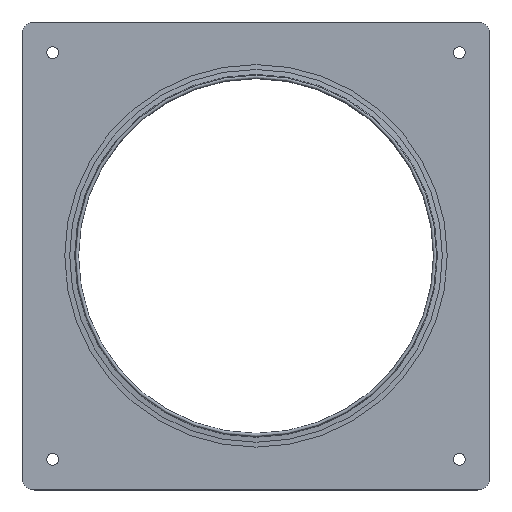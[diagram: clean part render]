
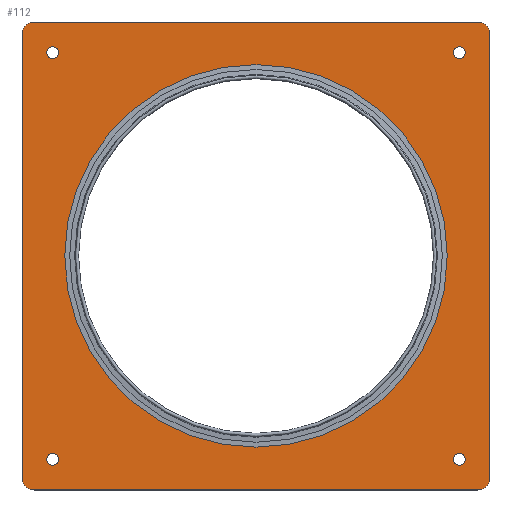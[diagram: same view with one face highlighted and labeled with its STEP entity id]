
A CAD part, top view. The second image highlights one B-rep face of the part: STEP entity #112.
In plain terms, the highlighted planar face has unit normal (0, 0, 1).
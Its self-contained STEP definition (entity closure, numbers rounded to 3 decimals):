
#112=ADVANCED_FACE('',(#244,#245,#246,#247,#248,#249),#250,.F.);
#244=FACE_BOUND('',#460,.T.);
#245=FACE_OUTER_BOUND('',#461,.T.);
#246=FACE_BOUND('',#462,.T.);
#247=FACE_BOUND('',#463,.T.);
#248=FACE_BOUND('',#464,.T.);
#249=FACE_BOUND('',#465,.T.);
#250=PLANE('',#466);
#460=EDGE_LOOP('',(#807));
#461=EDGE_LOOP('',(#808,#809,#810,#811,#812,#813,#814,#815));
#462=EDGE_LOOP('',(#816,#817));
#463=EDGE_LOOP('',(#818,#819));
#464=EDGE_LOOP('',(#820,#821));
#465=EDGE_LOOP('',(#822,#823));
#466=AXIS2_PLACEMENT_3D('',#824,#825,#826);
#807=ORIENTED_EDGE('',*,*,#1132,.F.);
#808=ORIENTED_EDGE('',*,*,#1110,.F.);
#809=ORIENTED_EDGE('',*,*,#1114,.F.);
#810=ORIENTED_EDGE('',*,*,#1117,.F.);
#811=ORIENTED_EDGE('',*,*,#1120,.F.);
#812=ORIENTED_EDGE('',*,*,#1123,.F.);
#813=ORIENTED_EDGE('',*,*,#1126,.F.);
#814=ORIENTED_EDGE('',*,*,#1129,.F.);
#815=ORIENTED_EDGE('',*,*,#1131,.F.);
#816=ORIENTED_EDGE('',*,*,#1133,.T.);
#817=ORIENTED_EDGE('',*,*,#1090,.T.);
#818=ORIENTED_EDGE('',*,*,#1134,.T.);
#819=ORIENTED_EDGE('',*,*,#1094,.T.);
#820=ORIENTED_EDGE('',*,*,#1135,.T.);
#821=ORIENTED_EDGE('',*,*,#1098,.T.);
#822=ORIENTED_EDGE('',*,*,#1136,.T.);
#823=ORIENTED_EDGE('',*,*,#1102,.T.);
#824=CARTESIAN_POINT('',(19.5,-90.0,121.379));
#825=DIRECTION('',(0.,0.0,-1.0));
#826=DIRECTION('',(-1.0,0.0,0.));
#1090=EDGE_CURVE('',#1274,#1275,#1276,.T.);
#1094=EDGE_CURVE('',#1282,#1283,#1284,.T.);
#1098=EDGE_CURVE('',#1290,#1291,#1292,.T.);
#1102=EDGE_CURVE('',#1298,#1299,#1300,.T.);
#1110=EDGE_CURVE('',#1311,#1313,#1314,.T.);
#1114=EDGE_CURVE('',#1318,#1311,#1320,.T.);
#1117=EDGE_CURVE('',#1323,#1318,#1325,.T.);
#1120=EDGE_CURVE('',#1328,#1323,#1330,.T.);
#1123=EDGE_CURVE('',#1333,#1328,#1335,.T.);
#1126=EDGE_CURVE('',#1338,#1333,#1340,.T.);
#1129=EDGE_CURVE('',#1343,#1338,#1345,.T.);
#1131=EDGE_CURVE('',#1313,#1343,#1347,.T.);
#1132=EDGE_CURVE('',#1348,#1348,#1349,.T.);
#1133=EDGE_CURVE('',#1275,#1274,#1350,.T.);
#1134=EDGE_CURVE('',#1283,#1282,#1351,.T.);
#1135=EDGE_CURVE('',#1291,#1290,#1352,.T.);
#1136=EDGE_CURVE('',#1299,#1298,#1353,.T.);
#1274=VERTEX_POINT('',#1478);
#1275=VERTEX_POINT('',#1479);
#1276=CIRCLE('',#1480,2.4);
#1282=VERTEX_POINT('',#1488);
#1283=VERTEX_POINT('',#1489);
#1284=CIRCLE('',#1490,2.4);
#1290=VERTEX_POINT('',#1498);
#1291=VERTEX_POINT('',#1499);
#1292=CIRCLE('',#1500,2.4);
#1298=VERTEX_POINT('',#1508);
#1299=VERTEX_POINT('',#1509);
#1300=CIRCLE('',#1510,2.4);
#1311=VERTEX_POINT('',#1525);
#1313=VERTEX_POINT('',#1528);
#1314=CIRCLE('',#1529,5.0);
#1318=VERTEX_POINT('',#1535);
#1320=LINE('',#1538,#1539);
#1323=VERTEX_POINT('',#1542);
#1325=CIRCLE('',#1545,5.0);
#1328=VERTEX_POINT('',#1549);
#1330=LINE('',#1552,#1553);
#1333=VERTEX_POINT('',#1556);
#1335=CIRCLE('',#1559,5.0);
#1338=VERTEX_POINT('',#1563);
#1340=LINE('',#1566,#1567);
#1343=VERTEX_POINT('',#1570);
#1345=CIRCLE('',#1573,5.0);
#1347=LINE('',#1576,#1577);
#1348=VERTEX_POINT('',#1578);
#1349=CIRCLE('',#1579,75.398);
#1350=CIRCLE('',#1580,2.4);
#1351=CIRCLE('',#1581,2.4);
#1352=CIRCLE('',#1582,2.4);
#1353=CIRCLE('',#1583,2.4);
#1478=CARTESIAN_POINT('',(194.4,-82.5,121.379));
#1479=CARTESIAN_POINT('',(189.6,-82.5,121.379));
#1480=AXIS2_PLACEMENT_3D('',#1746,#1747,#1748);
#1488=CARTESIAN_POINT('',(29.4,-82.5,121.379));
#1489=CARTESIAN_POINT('',(24.6,-82.5,121.379));
#1490=AXIS2_PLACEMENT_3D('',#1754,#1755,#1756);
#1498=CARTESIAN_POINT('',(29.4,82.5,121.379));
#1499=CARTESIAN_POINT('',(24.6,82.5,121.379));
#1500=AXIS2_PLACEMENT_3D('',#1762,#1763,#1764);
#1508=CARTESIAN_POINT('',(194.4,82.5,121.379));
#1509=CARTESIAN_POINT('',(189.6,82.5,121.379));
#1510=AXIS2_PLACEMENT_3D('',#1770,#1771,#1772);
#1525=CARTESIAN_POINT('',(19.5,-95.0,121.379));
#1528=CARTESIAN_POINT('',(14.5,-90.0,121.379));
#1529=AXIS2_PLACEMENT_3D('',#1784,#1785,#1786);
#1535=CARTESIAN_POINT('',(199.5,-95.0,121.379));
#1538=CARTESIAN_POINT('',(199.5,-95.0,121.379));
#1539=VECTOR('',#1790,1000.0);
#1542=CARTESIAN_POINT('',(204.5,-90.0,121.379));
#1545=AXIS2_PLACEMENT_3D('',#1795,#1796,#1797);
#1549=CARTESIAN_POINT('',(204.5,90.0,121.379));
#1552=CARTESIAN_POINT('',(204.5,90.0,121.379));
#1553=VECTOR('',#1800,1000.0);
#1556=CARTESIAN_POINT('',(199.5,95.0,121.379));
#1559=AXIS2_PLACEMENT_3D('',#1805,#1806,#1807);
#1563=CARTESIAN_POINT('',(19.5,95.0,121.379));
#1566=CARTESIAN_POINT('',(199.5,95.0,121.379));
#1567=VECTOR('',#1810,1000.0);
#1570=CARTESIAN_POINT('',(14.5,90.0,121.379));
#1573=AXIS2_PLACEMENT_3D('',#1815,#1816,#1817);
#1576=CARTESIAN_POINT('',(14.5,90.0,121.379));
#1577=VECTOR('',#1819,1000.0);
#1578=CARTESIAN_POINT('',(34.102,0.,121.379));
#1579=AXIS2_PLACEMENT_3D('',#1820,#1821,#1822);
#1580=AXIS2_PLACEMENT_3D('',#1823,#1824,#1825);
#1581=AXIS2_PLACEMENT_3D('',#1826,#1827,#1828);
#1582=AXIS2_PLACEMENT_3D('',#1829,#1830,#1831);
#1583=AXIS2_PLACEMENT_3D('',#1832,#1833,#1834);
#1746=CARTESIAN_POINT('',(192.,-82.5,121.379));
#1747=DIRECTION('',(0.,0.0,-1.0));
#1748=DIRECTION('',(-1.0,0.0,0.));
#1754=CARTESIAN_POINT('',(27.,-82.5,121.379));
#1755=DIRECTION('',(0.,0.0,-1.0));
#1756=DIRECTION('',(-1.0,0.0,0.));
#1762=CARTESIAN_POINT('',(27.,82.5,121.379));
#1763=DIRECTION('',(0.,0.0,-1.0));
#1764=DIRECTION('',(-1.0,0.0,0.));
#1770=CARTESIAN_POINT('',(192.,82.5,121.379));
#1771=DIRECTION('',(0.,0.0,-1.0));
#1772=DIRECTION('',(-1.0,0.0,0.));
#1784=CARTESIAN_POINT('',(19.5,-90.0,121.379));
#1785=DIRECTION('',(0.,0.0,-1.0));
#1786=DIRECTION('',(-1.0,0.0,0.));
#1790=DIRECTION('',(-1.0,0.0,0.));
#1795=CARTESIAN_POINT('',(199.5,-90.0,121.379));
#1796=DIRECTION('',(0.,0.0,-1.0));
#1797=DIRECTION('',(-1.0,0.0,0.));
#1800=DIRECTION('',(0.,-1.0,0.));
#1805=CARTESIAN_POINT('',(199.5,90.0,121.379));
#1806=DIRECTION('',(0.,0.0,-1.0));
#1807=DIRECTION('',(-1.0,0.0,0.));
#1810=DIRECTION('',(1.0,0.0,0.));
#1815=CARTESIAN_POINT('',(19.5,90.0,121.379));
#1816=DIRECTION('',(0.,0.0,-1.0));
#1817=DIRECTION('',(1.0,0.0,0.));
#1819=DIRECTION('',(0.,1.0,0.));
#1820=CARTESIAN_POINT('',(109.5,0.,121.379));
#1821=DIRECTION('',(0.,0.0,1.0));
#1822=DIRECTION('',(1.0,0.0,0.));
#1823=CARTESIAN_POINT('',(192.,-82.5,121.379));
#1824=DIRECTION('',(0.,0.0,-1.0));
#1825=DIRECTION('',(-1.0,0.0,0.));
#1826=CARTESIAN_POINT('',(27.,-82.5,121.379));
#1827=DIRECTION('',(0.,0.0,-1.0));
#1828=DIRECTION('',(-1.0,0.0,0.));
#1829=CARTESIAN_POINT('',(27.,82.5,121.379));
#1830=DIRECTION('',(0.,0.0,-1.0));
#1831=DIRECTION('',(-1.0,0.0,0.));
#1832=CARTESIAN_POINT('',(192.,82.5,121.379));
#1833=DIRECTION('',(0.,0.0,-1.0));
#1834=DIRECTION('',(-1.0,0.0,0.));
